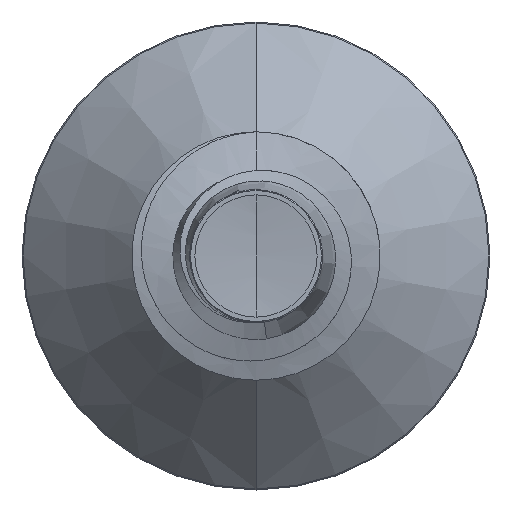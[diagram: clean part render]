
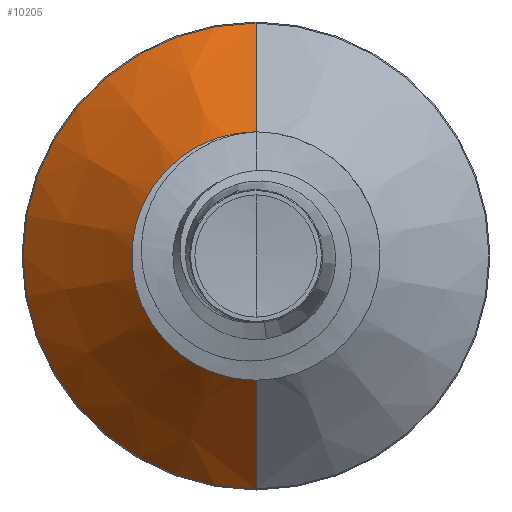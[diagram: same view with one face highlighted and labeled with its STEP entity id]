
A CAD part, front view. The second image highlights one B-rep face of the part: STEP entity #10205.
In plain terms, the highlighted conical face has half-angle 45 degrees and reference radius 2.744 mm.
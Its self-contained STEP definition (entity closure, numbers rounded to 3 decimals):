
#1459 = DIRECTION ( 'NONE',  ( 0., 0., 1. ) ) ;
#1463 = DIRECTION ( 'NONE',  ( 0., 1., 0. ) ) ;
#1484 = CARTESIAN_POINT ( 'NONE',  ( 0., 7.124, 0. ) ) ;
#2206 = LINE ( 'NONE', #3326, #10481 ) ;
#2288 = VERTEX_POINT ( 'NONE', #7504 ) ;
#2594 = FACE_OUTER_BOUND ( 'NONE', #10484, .T. ) ;
#3118 = VERTEX_POINT ( 'NONE', #8342 ) ;
#3162 = DIRECTION ( 'NONE',  ( 0., 0.707, -0.707 ) ) ;
#3270 = AXIS2_PLACEMENT_3D ( 'NONE', #1484, #1463, #1459 ) ;
#3326 = CARTESIAN_POINT ( 'NONE',  ( 0., 4.245, -2.745 ) ) ;
#5386 = DIRECTION ( 'NONE',  ( 0., 0., 1. ) ) ;
#5390 = CARTESIAN_POINT ( 'NONE',  ( 0., 4.245, 0. ) ) ;
#5436 = DIRECTION ( 'NONE',  ( 0., 1., 0. ) ) ;
#5568 = CARTESIAN_POINT ( 'NONE',  ( 0., 4.245, -2.745 ) ) ;
#5957 = CIRCLE ( 'NONE', #3270, 5.624 ) ;
#6015 = EDGE_CURVE ( 'NONE', #6543, #2288, #8670, .T. ) ;
#6166 = DIRECTION ( 'NONE',  ( 0., 0., 1. ) ) ;
#6197 = DIRECTION ( 'NONE',  ( 0., 1., 0. ) ) ;
#6199 = CARTESIAN_POINT ( 'NONE',  ( 0., 4.245, 0. ) ) ;
#6531 = CARTESIAN_POINT ( 'NONE',  ( 0., 4.245, 2.745 ) ) ;
#6543 = VERTEX_POINT ( 'NONE', #6531 ) ;
#6785 = VECTOR ( 'NONE', #7881, 1000. ) ;
#6791 = AXIS2_PLACEMENT_3D ( 'NONE', #5390, #5436, #5386 ) ;
#7504 = CARTESIAN_POINT ( 'NONE',  ( 0., 7.124, 5.624 ) ) ;
#7881 = DIRECTION ( 'NONE',  ( 0., 0.707, 0.707 ) ) ;
#7890 = CARTESIAN_POINT ( 'NONE',  ( 0., 4.245, 2.745 ) ) ;
#8342 = CARTESIAN_POINT ( 'NONE',  ( 0., 7.124, -5.624 ) ) ;
#8532 = VERTEX_POINT ( 'NONE', #5568 ) ;
#8670 = LINE ( 'NONE', #7890, #6785 ) ;
#9203 = ORIENTED_EDGE ( 'NONE', *, *, #10094, .T. ) ;
#9235 = ORIENTED_EDGE ( 'NONE', *, *, #6015, .T. ) ;
#9278 = ORIENTED_EDGE ( 'NONE', *, *, #10469, .F. ) ;
#9330 = EDGE_CURVE ( 'NONE', #8532, #3118, #2206, .T. ) ;
#10000 = AXIS2_PLACEMENT_3D ( 'NONE', #6199, #6197, #6166 ) ;
#10094 = EDGE_CURVE ( 'NONE', #8532, #6543, #10877, .T. ) ;
#10205 = ADVANCED_FACE ( 'NONE', ( #2594 ), #10321, .T. ) ;
#10321 = CONICAL_SURFACE ( 'NONE', #6791, 2.745, 0.785 ) ;
#10383 = ORIENTED_EDGE ( 'NONE', *, *, #9330, .F. ) ;
#10469 = EDGE_CURVE ( 'NONE', #3118, #2288, #5957, .T. ) ;
#10481 = VECTOR ( 'NONE', #3162, 1000. ) ;
#10484 = EDGE_LOOP ( 'NONE', ( #10383, #9203, #9235, #9278 ) ) ;
#10877 = CIRCLE ( 'NONE', #10000, 2.745 ) ;
